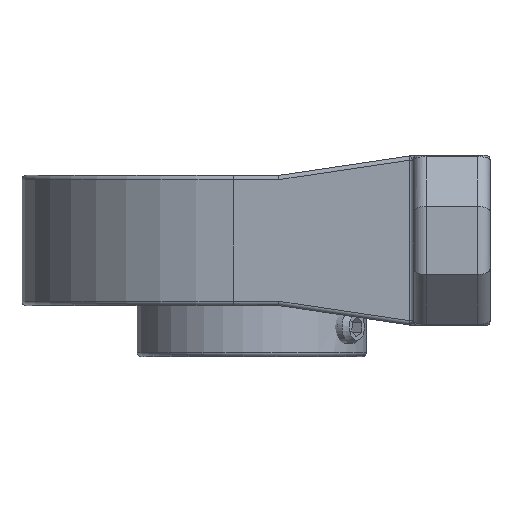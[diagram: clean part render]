
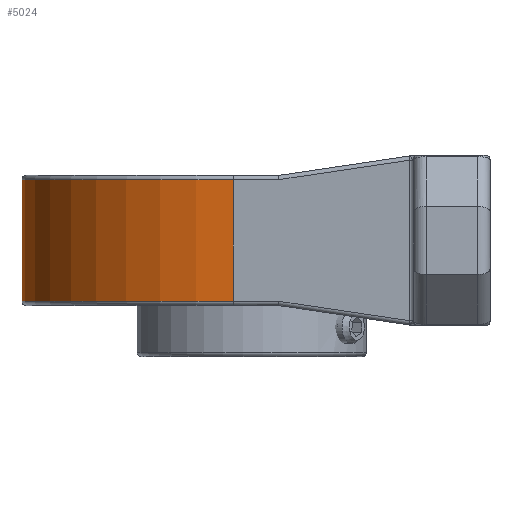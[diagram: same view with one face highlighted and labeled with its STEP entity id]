
A CAD part, left-side view. The second image highlights one B-rep face of the part: STEP entity #5024.
In plain terms, the highlighted cylindrical face has radius 27 mm (diameter 54 mm), a partial arc.
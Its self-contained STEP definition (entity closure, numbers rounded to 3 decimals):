
#589=CIRCLE('',#5492,27.);
#591=CIRCLE('',#5499,27.);
#749=FACE_OUTER_BOUND('',#1054,.T.);
#1054=EDGE_LOOP('',(#3747,#3748,#3749,#3750));
#1474=LINE('',#8219,#1873);
#1482=LINE('',#8250,#1881);
#1873=VECTOR('',#6147,10.);
#1881=VECTOR('',#6183,10.);
#2315=VERTEX_POINT('',#8216);
#2316=VERTEX_POINT('',#8218);
#2321=VERTEX_POINT('',#8233);
#2325=VERTEX_POINT('',#8249);
#2860=EDGE_CURVE('',#2315,#2316,#1474,.T.);
#2868=EDGE_CURVE('',#2321,#2315,#589,.T.);
#2876=EDGE_CURVE('',#2321,#2325,#1482,.T.);
#2877=EDGE_CURVE('',#2316,#2325,#591,.T.);
#3747=ORIENTED_EDGE('',*,*,#2868,.F.);
#3748=ORIENTED_EDGE('',*,*,#2876,.T.);
#3749=ORIENTED_EDGE('',*,*,#2877,.F.);
#3750=ORIENTED_EDGE('',*,*,#2860,.F.);
#4915=CYLINDRICAL_SURFACE('',#5498,27.);
#5024=ADVANCED_FACE('',(#749),#4915,.T.);
#5492=AXIS2_PLACEMENT_3D('',#8235,#6165,#6166);
#5498=AXIS2_PLACEMENT_3D('',#8248,#6181,#6182);
#5499=AXIS2_PLACEMENT_3D('',#8251,#6184,#6185);
#6147=DIRECTION('',(0.,0.,1.));
#6165=DIRECTION('center_axis',(0.,0.,-1.));
#6166=DIRECTION('ref_axis',(0.,1.,0.));
#6181=DIRECTION('center_axis',(0.,0.,1.));
#6182=DIRECTION('ref_axis',(1.,0.,0.));
#6183=DIRECTION('',(0.,0.,1.));
#6184=DIRECTION('center_axis',(0.,0.,1.));
#6185=DIRECTION('ref_axis',(0.,1.,0.));
#8216=CARTESIAN_POINT('',(26.915,2.145,2.85));
#8218=CARTESIAN_POINT('',(26.915,2.145,17.15));
#8219=CARTESIAN_POINT('',(26.915,2.145,0.));
#8233=CARTESIAN_POINT('',(-26.915,2.145,2.85));
#8235=CARTESIAN_POINT('Origin',(0.,0.,2.85));
#8248=CARTESIAN_POINT('Origin',(0.,0.,0.));
#8249=CARTESIAN_POINT('',(-26.915,2.145,17.15));
#8250=CARTESIAN_POINT('',(-26.915,2.145,0.));
#8251=CARTESIAN_POINT('Origin',(0.,0.,17.15));
